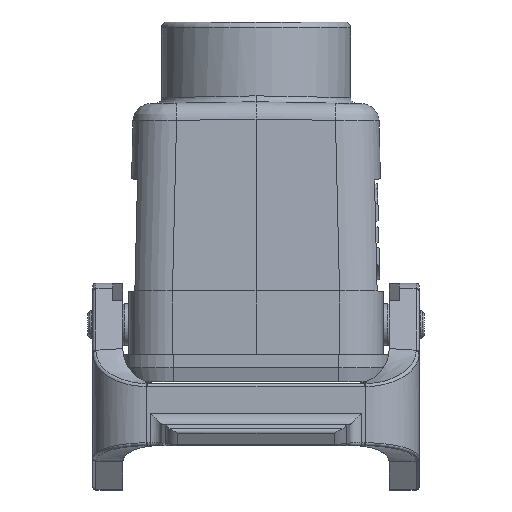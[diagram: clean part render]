
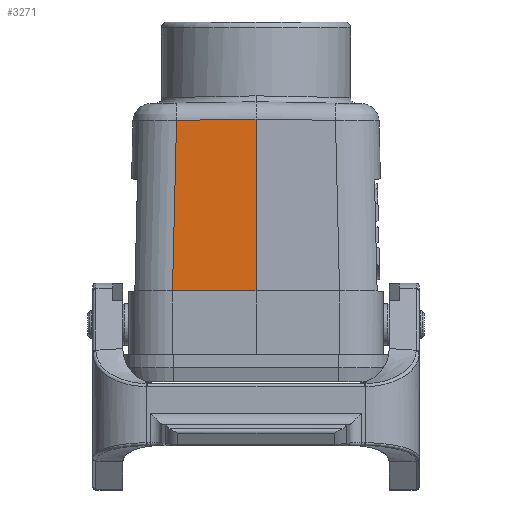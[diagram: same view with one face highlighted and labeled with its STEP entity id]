
A CAD part, left-side view. The second image highlights one B-rep face of the part: STEP entity #3271.
In plain terms, the highlighted planar face has unit normal (-1, 0.018, 0.026).
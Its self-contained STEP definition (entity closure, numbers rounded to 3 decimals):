
#2343=FACE_OUTER_BOUND('',#4512,.T.);
#3271=ADVANCED_FACE('',(#2343),#3925,.F.);
#3925=PLANE('',#13395);
#4512=EDGE_LOOP('',(#5593,#5594,#5595,#5596,#5597));
#5264=ELLIPSE('',#13384,286.555,7.5);
#5593=ORIENTED_EDGE('',*,*,#9740,.T.);
#5594=ORIENTED_EDGE('',*,*,#9737,.T.);
#5595=ORIENTED_EDGE('',*,*,#9754,.T.);
#5596=ORIENTED_EDGE('',*,*,#9755,.T.);
#5597=ORIENTED_EDGE('',*,*,#9756,.T.);
#8697=VERTEX_POINT('',#18167);
#8698=VERTEX_POINT('',#18169);
#8699=VERTEX_POINT('',#18179);
#8710=VERTEX_POINT('',#18205);
#8711=VERTEX_POINT('',#18209);
#9737=EDGE_CURVE('',#8698,#8697,#5264,.T.);
#9740=EDGE_CURVE('',#8699,#8698,#11263,.T.);
#9754=EDGE_CURVE('',#8697,#8710,#11272,.T.);
#9755=EDGE_CURVE('',#8710,#8711,#11273,.T.);
#9756=EDGE_CURVE('',#8711,#8699,#11274,.T.);
#11263=LINE('',#18178,#12208);
#11272=LINE('',#18206,#12217);
#11273=LINE('',#18208,#12218);
#11274=LINE('',#18210,#12219);
#12208=VECTOR('',#14674,1.);
#12217=VECTOR('',#14697,1.);
#12218=VECTOR('',#14700,1.);
#12219=VECTOR('',#14701,1.);
#13384=AXIS2_PLACEMENT_3D('',#18168,#14668,#14669);
#13395=AXIS2_PLACEMENT_3D('',#18211,#14702,#14703);
#14668=DIRECTION('',(-1.,0.017,0.026));
#14669=DIRECTION('',(-0.026,0.,-1.));
#14674=DIRECTION('',(-0.026,0.024,-0.999));
#14697=DIRECTION('',(-0.017,-1.,0.));
#14700=DIRECTION('',(0.026,0.,1.));
#14701=DIRECTION('',(0.017,1.,-0.017));
#14702=DIRECTION('',(1.,-0.017,-0.026));
#14703=DIRECTION('',(0.026,0.,1.));
#18167=CARTESIAN_POINT('',(-36.053,14.131,3.847));
#18168=CARTESIAN_POINT('',(-28.554,14.,290.304));
#18169=CARTESIAN_POINT('',(-36.053,14.134,3.847));
#18178=CARTESIAN_POINT('',(-36.058,14.138,3.676));
#18179=CARTESIAN_POINT('',(-35.31,13.45,32.694));
#18205=CARTESIAN_POINT('',(-36.3,0.,3.85));
#18206=CARTESIAN_POINT('',(-36.3,0.008,3.85));
#18208=CARTESIAN_POINT('',(-35.383,0.,38.85));
#18209=CARTESIAN_POINT('',(-35.539,0.,32.929));
#18210=CARTESIAN_POINT('',(-35.187,20.7,32.568));
#18211=CARTESIAN_POINT('',(-35.383,0.,38.85));
